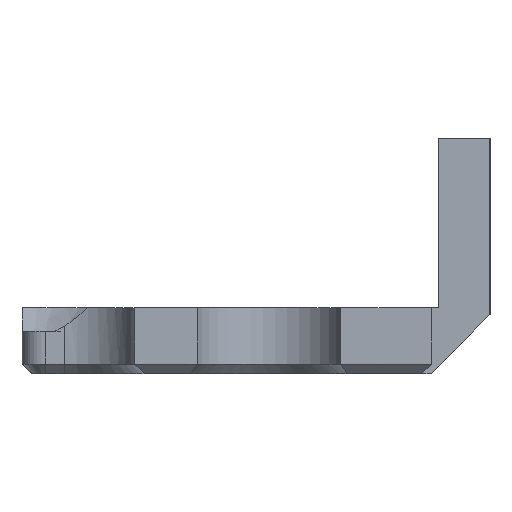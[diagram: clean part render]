
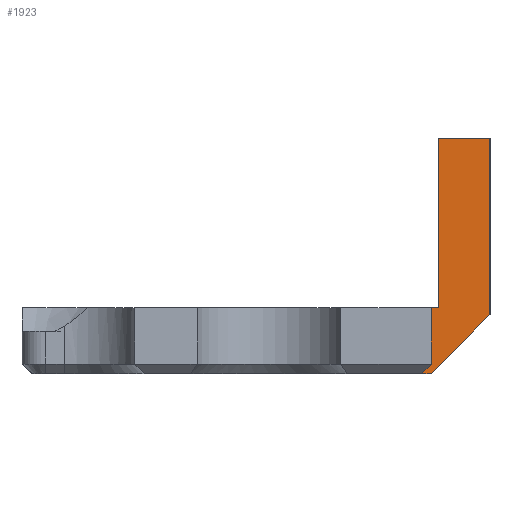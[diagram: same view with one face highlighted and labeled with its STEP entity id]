
A CAD part, left-side view. The second image highlights one B-rep face of the part: STEP entity #1923.
In plain terms, the highlighted planar face has unit normal (-1, 0, 0).
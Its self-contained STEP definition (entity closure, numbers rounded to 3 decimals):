
#4 = CARTESIAN_POINT ( 'NONE',  ( 113.199, -139.205, 153.3 ) ) ;
#170 = VERTEX_POINT ( 'NONE', #956 ) ;
#183 = DIRECTION ( 'NONE',  ( 0., -1., 0. ) ) ;
#197 = EDGE_CURVE ( 'NONE', #792, #1233, #1302, .T. ) ;
#213 = EDGE_CURVE ( 'NONE', #723, #1679, #2224, .T. ) ;
#245 = CARTESIAN_POINT ( 'NONE',  ( 113.199, -141.705, 160.5 ) ) ;
#286 = EDGE_CURVE ( 'NONE', #170, #2250, #1729, .T. ) ;
#345 = CARTESIAN_POINT ( 'NONE',  ( 113.199, -138.805, 150.5 ) ) ;
#363 = VECTOR ( 'NONE', #1975, 1000. ) ;
#419 = CARTESIAN_POINT ( 'NONE',  ( 113.199, 0., 150.5 ) ) ;
#500 = DIRECTION ( 'NONE',  ( 0., 0., -1. ) ) ;
#526 = CARTESIAN_POINT ( 'NONE',  ( 113.199, -141.705, 153. ) ) ;
#545 = CARTESIAN_POINT ( 'NONE',  ( 113.199, -139.505, 160.5 ) ) ;
#605 = EDGE_CURVE ( 'NONE', #1989, #792, #1138, .T. ) ;
#656 = CARTESIAN_POINT ( 'NONE',  ( 113.199, -139.205, 150.9 ) ) ;
#684 = DIRECTION ( 'NONE',  ( 0., 0., 1. ) ) ;
#719 = EDGE_CURVE ( 'NONE', #2250, #1328, #1171, .T. ) ;
#723 = VERTEX_POINT ( 'NONE', #1326 ) ;
#726 = CARTESIAN_POINT ( 'NONE',  ( 113.199, -139.205, 153.3 ) ) ;
#739 = CARTESIAN_POINT ( 'NONE',  ( 113.199, -139.505, 153.3 ) ) ;
#792 = VERTEX_POINT ( 'NONE', #726 ) ;
#798 = ORIENTED_EDGE ( 'NONE', *, *, #874, .T. ) ;
#829 = EDGE_CURVE ( 'NONE', #1679, #170, #1256, .T. ) ;
#833 = CARTESIAN_POINT ( 'NONE',  ( 113.199, 0., 0. ) ) ;
#874 = EDGE_CURVE ( 'NONE', #1989, #1328, #1818, .T. ) ;
#902 = CARTESIAN_POINT ( 'NONE',  ( 113.199, -138.805, 150.5 ) ) ;
#916 = VECTOR ( 'NONE', #1543, 1000. ) ;
#956 = CARTESIAN_POINT ( 'NONE',  ( 113.199, -141.705, 153. ) ) ;
#1087 = EDGE_LOOP ( 'NONE', ( #1593, #1618, #1604, #1552, #1378, #1550, #798, #1954 ) ) ;
#1138 = LINE ( 'NONE', #4, #1925 ) ;
#1139 = CARTESIAN_POINT ( 'NONE',  ( 113.199, -139.205, 150.5 ) ) ;
#1171 = LINE ( 'NONE', #419, #1692 ) ;
#1233 = VERTEX_POINT ( 'NONE', #1599 ) ;
#1256 = LINE ( 'NONE', #526, #1619 ) ;
#1302 = LINE ( 'NONE', #739, #2318 ) ;
#1326 = CARTESIAN_POINT ( 'NONE',  ( 113.199, -139.505, 160.5 ) ) ;
#1328 = VERTEX_POINT ( 'NONE', #345 ) ;
#1378 = ORIENTED_EDGE ( 'NONE', *, *, #197, .F. ) ;
#1423 = PLANE ( 'NONE',  #1628 ) ;
#1463 = EDGE_CURVE ( 'NONE', #1233, #723, #2175, .T. ) ;
#1482 = DIRECTION ( 'NONE',  ( 0., 0., 1. ) ) ;
#1488 = VECTOR ( 'NONE', #183, 1000. ) ;
#1537 = DIRECTION ( 'NONE',  ( 0., 1., 0. ) ) ;
#1540 = VECTOR ( 'NONE', #1482, 1000. ) ;
#1543 = DIRECTION ( 'NONE',  ( 0., 0.707, -0.707 ) ) ;
#1550 = ORIENTED_EDGE ( 'NONE', *, *, #605, .F. ) ;
#1552 = ORIENTED_EDGE ( 'NONE', *, *, #1463, .F. ) ;
#1558 = DIRECTION ( 'NONE',  ( -1., 0., 0. ) ) ;
#1593 = ORIENTED_EDGE ( 'NONE', *, *, #286, .F. ) ;
#1599 = CARTESIAN_POINT ( 'NONE',  ( 113.199, -139.505, 153.3 ) ) ;
#1604 = ORIENTED_EDGE ( 'NONE', *, *, #213, .F. ) ;
#1618 = ORIENTED_EDGE ( 'NONE', *, *, #829, .F. ) ;
#1619 = VECTOR ( 'NONE', #500, 1000. ) ;
#1628 = AXIS2_PLACEMENT_3D ( 'NONE', #833, #1558, #684 ) ;
#1662 = CARTESIAN_POINT ( 'NONE',  ( 113.199, -141.705, 160.5 ) ) ;
#1678 = DIRECTION ( 'NONE',  ( 0., 0., 1. ) ) ;
#1679 = VERTEX_POINT ( 'NONE', #245 ) ;
#1692 = VECTOR ( 'NONE', #1537, 1000. ) ;
#1729 = LINE ( 'NONE', #1926, #916 ) ;
#1818 = LINE ( 'NONE', #902, #363 ) ;
#1877 = FACE_OUTER_BOUND ( 'NONE', #1087, .T. ) ;
#1923 = ADVANCED_FACE ( 'NONE', ( #1877 ), #1423, .T. ) ;
#1925 = VECTOR ( 'NONE', #1678, 1000. ) ;
#1926 = CARTESIAN_POINT ( 'NONE',  ( 113.199, -141.705, 153. ) ) ;
#1954 = ORIENTED_EDGE ( 'NONE', *, *, #719, .F. ) ;
#1975 = DIRECTION ( 'NONE',  ( 0., 0.707, -0.707 ) ) ;
#1989 = VERTEX_POINT ( 'NONE', #656 ) ;
#2175 = LINE ( 'NONE', #545, #1540 ) ;
#2199 = DIRECTION ( 'NONE',  ( 0., -1., 0. ) ) ;
#2224 = LINE ( 'NONE', #1662, #1488 ) ;
#2250 = VERTEX_POINT ( 'NONE', #1139 ) ;
#2318 = VECTOR ( 'NONE', #2199, 1000. ) ;
